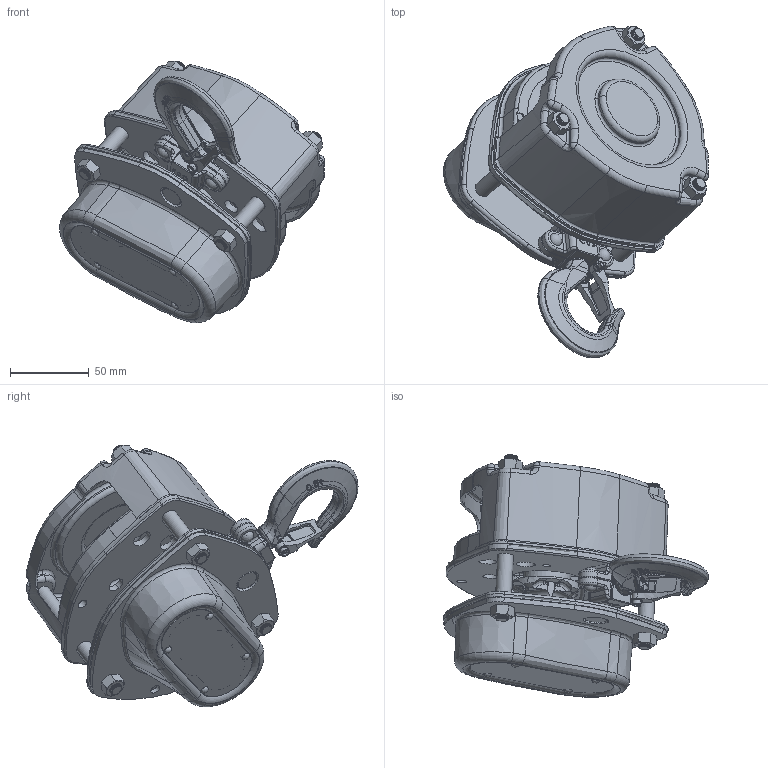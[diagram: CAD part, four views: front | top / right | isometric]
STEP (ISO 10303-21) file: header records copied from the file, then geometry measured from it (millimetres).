
FILE_DESCRIPTION(/* description */ (''),/* implementation_level */ '2;1');
FILE_NAME(/* name */ 'l1-0_5-zj.stp',/* time_stamp */ '2014-09-25T16:01:37+02:00',/* author */ ('helmut.rube'),/* organization */ (''),/* preprocessor_version */ 'ST-DEVELOPER v15.2',/* originating_system */ 'Autodesk Inventor 2014',/* authorisation */ '');
FILE_SCHEMA (('AUTOMOTIVE_DESIGN { 1 0 10303 214 3 1 1 }'));
Length unit declared in the file: millimetre
Products named in the file (1): l1-0_5-zj
Bounding box: 168.58 x 211.28 x 166.48 mm (x, y, z)
Volume: 304837.1 mm3; surface area: 245649.5 mm2
Topology: 34 solids, 34 shells, 2720 faces, 7297 edges, 4700 vertices
Faces by surface type: cylinder 909, bspline 729, plane 657, torus 274, cone 120, sphere 31
Full cylindrical faces by diameter (mm): 2.874 x1, 2.97 x3, 3 x4, 3.2 x6, 5 x6, 5.2 x3, 6.5 x2, 6.647 x1, 7 x2, 8 x2, 8.1 x1, 8.5 x4, 9 x4, 10 x11, 11 x1, 12 x2, 12.5 x3, 13 x5, 14.5 x1, 16 x1, 17 x1, 21 x3, 22 x3, 25 x1, 30 x1, 42 x1, 47 x1, 65 x1, 66 x1, 80 x1
Entity records: 136068 total; most frequent: CARTESIAN_POINT 72035, ORIENTED_EDGE 14202, DIRECTION 12168, EDGE_CURVE 7101, AXIS2_PLACEMENT_3D 4843, VERTEX_POINT 4660, EDGE_LOOP 3071, FACE_OUTER_BOUND 2720
